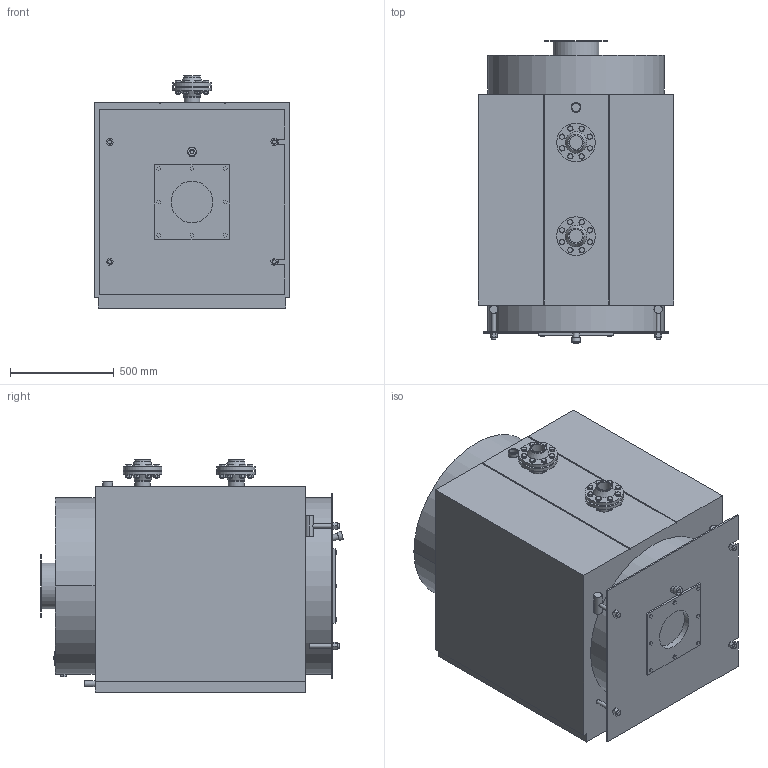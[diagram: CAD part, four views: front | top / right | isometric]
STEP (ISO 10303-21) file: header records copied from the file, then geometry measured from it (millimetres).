
FILE_DESCRIPTION(/* description */ (''),/* implementation_level */ '2;1');
FILE_NAME(/* name */ 'KPG-190 (3D).stp',/* time_stamp */ '2020-11-25T19:49:23+03:00',/* author */ ('Пользователь'),/* organization */ (''),/* preprocessor_version */ 'ST-DEVELOPER v18',/* originating_system */ 'Autodesk Inventor 2020',/* authorisation */ '');
FILE_SCHEMA (('AUTOMOTIVE_DESIGN { 1 0 10303 214 3 1 1 }'));
Length unit declared in the file: millimetre
Products named in the file (6): 190; 190_1; FC-65DN; ISO 7005-2 Фланец приварной 
с буртиком, тип 
11 - ISO PN 25 Чугун с шаровидным 
графитом DN65; AS 1110 - M16 x 55; AS 1112 - M16  Тип 10
Assembly tree (21 placements, depth 3):
  190
    190_1
    FC-65DN  x2
      ISO 7005-2 Фланец приварной 
с буртиком, тип 
11 - ISO PN 25 Чугун с шаровидным 
графитом DN65
      AS 1110 - M16 x 55
      AS 1112 - M16  Тип 10
Bounding box: 940 x 1454.86 x 1116 mm (x, y, z)
Volume: 1130393144.5 mm3; surface area: 7816787.1 mm2
Topology: 38 solids, 48 shells, 1065 faces, 2407 edges, 1505 vertices
Faces by surface type: plane 581, cone 340, cylinder 144
Full cylindrical faces by diameter (mm): 12 x10, 13.835 x16, 16 x16, 19 x32, 20 x10, 24 x16, 25 x2, 26.8 x1, 30 x1, 40 x2, 48 x1, 65 x4, 75.5 x2, 77 x4, 118 x4, 185 x4, 200 x1, 214 x1, 220 x1, 300 x1, 850 x1
Entity records: 9306 total; most frequent: CARTESIAN_POINT 1722, DIRECTION 1556, ORIENTED_EDGE 1448, EDGE_CURVE 724, AXIS2_PLACEMENT_3D 538, VERTEX_POINT 488, LINE 480, VECTOR 480
